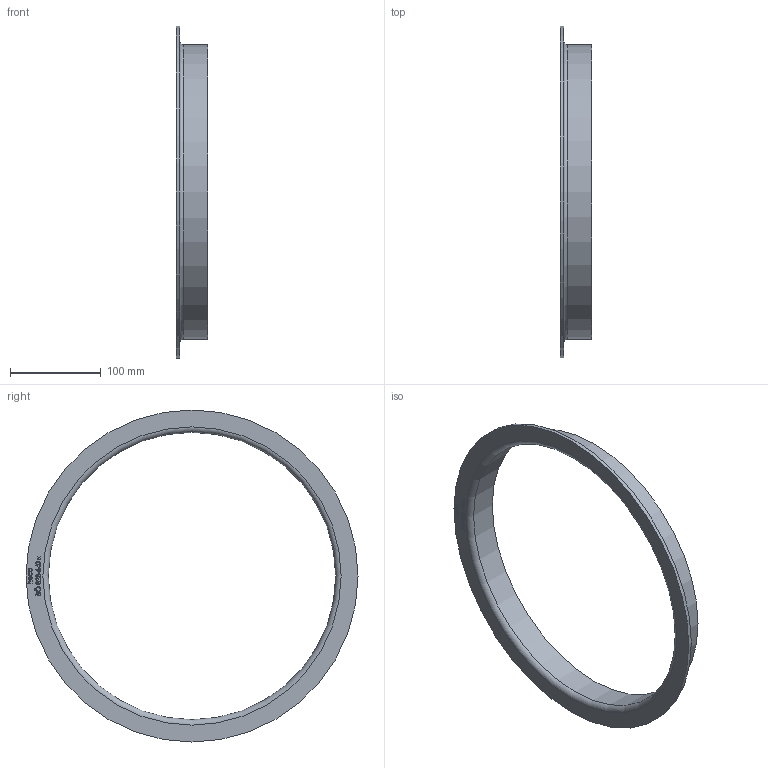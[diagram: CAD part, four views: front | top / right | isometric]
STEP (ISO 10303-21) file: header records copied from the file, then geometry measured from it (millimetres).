
FILE_DESCRIPTION (( 'STEP AP214' ), '1' );
FILE_NAME ('BÖ-323-640-x Vorschweissbördel 2011.STEP', '2020-11-25T12:01:57', ( '' ), ( '' ), 'SwSTEP 2.0', 'SolidWorks 2019', '' );
FILE_SCHEMA (( 'AUTOMOTIVE_DESIGN' ));
Length unit declared in the file: millimetre
Products named in the file (1): BÖ-323-640-x Vorschweissbördel 2011
Bounding box: 35 x 365 x 365 mm (x, y, z)
Volume: 225428.1 mm3; surface area: 119113.4 mm2
Topology: 1 solids, 1 shells, 220 faces, 572 edges, 381 vertices
Faces by surface type: bspline 112, plane 103, cylinder 3, torus 2
Full cylindrical faces by diameter (mm): 315.9 x1, 323.9 x1, 365 x1
Entity records: 14932 total; most frequent: CARTESIAN_POINT 8039, ORIENTED_EDGE 1132, DIRECTION 568, EDGE_CURVE 566, VERTEX_POINT 380, LINE 334, VECTOR 334, EDGE_LOOP 254
